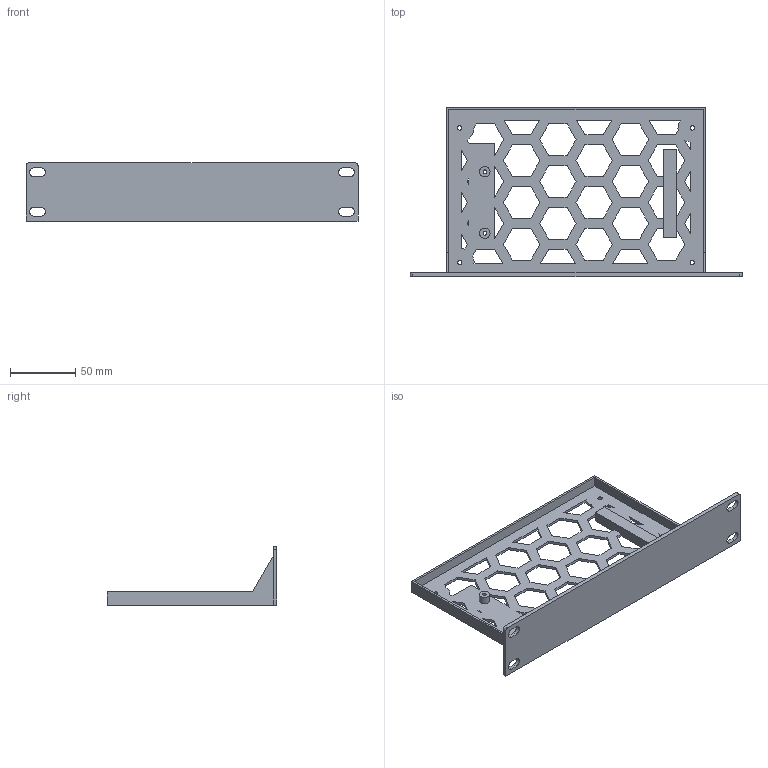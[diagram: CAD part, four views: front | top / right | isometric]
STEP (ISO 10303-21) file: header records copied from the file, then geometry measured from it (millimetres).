
FILE_DESCRIPTION(('Open CASCADE Model'),'2;1');
FILE_NAME('Open CASCADE Shape Model','2025-11-28T20:47:47',('Author'),( 'Open CASCADE'),'Open CASCADE STEP processor 7.8','build123d', 'Unknown');
FILE_SCHEMA(('AUTOMOTIVE_DESIGN { 1 0 10303 214 1 1 1 1 }'));
Length unit declared in the file: millimetre
Products named in the file (1): COMPOUND
Bounding box: 254 x 130 x 44.45 mm (x, y, z)
Volume: 75944.1 mm3; surface area: 70278.7 mm2
Topology: 1 solids, 1 shells, 220 faces, 657 edges, 438 vertices
Faces by surface type: plane 189, cylinder 31
Full cylindrical faces by diameter (mm): 2.8 x2, 3.2 x4, 8 x2
Entity records: 16014 total; most frequent: CARTESIAN_POINT 2840, DIRECTION 2375, LINE 1769, VECTOR 1769, ORIENTED_EDGE 1314, PCURVE 1314, DEFINITIONAL_REPRESENTATION 1314, EDGE_CURVE 657
